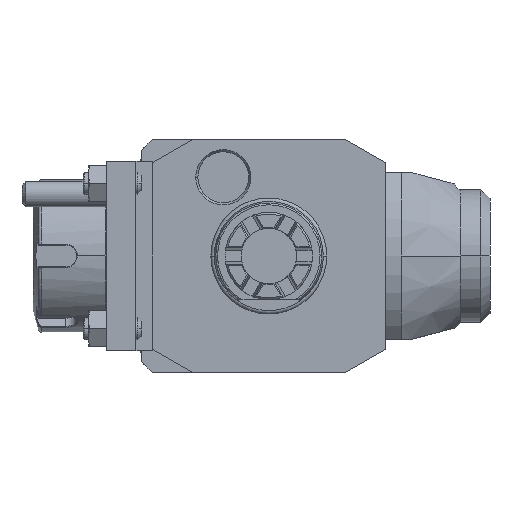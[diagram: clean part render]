
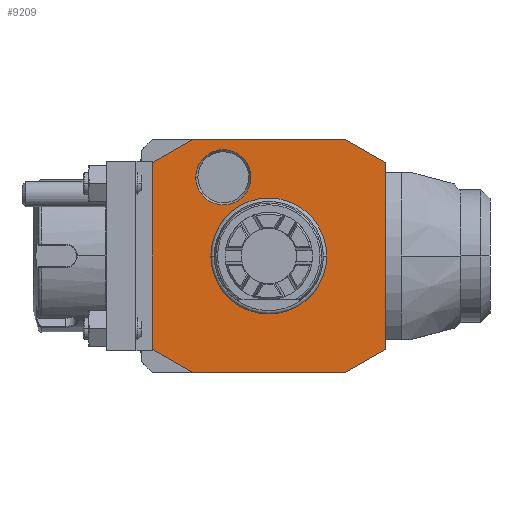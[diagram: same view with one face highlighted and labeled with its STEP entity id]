
A CAD part, front view. The second image highlights one B-rep face of the part: STEP entity #9209.
In plain terms, the highlighted planar face has unit normal (0, -1, 0).
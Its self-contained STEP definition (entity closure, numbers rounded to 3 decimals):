
#1=DIRECTION('',(0.866,0.,0.5));
#2=VECTOR('',#1,12.702);
#3=CARTESIAN_POINT('',(21.,0.,-32.));
#4=LINE('',#3,#2);
#5=DIRECTION('',(1.,0.,0.));
#6=VECTOR('',#5,42.);
#7=CARTESIAN_POINT('',(-21.,0.,-32.));
#8=LINE('',#7,#6);
#9=DIRECTION('',(0.866,0.,-0.5));
#10=VECTOR('',#9,12.702);
#11=CARTESIAN_POINT('',(-32.,0.,-25.649));
#12=LINE('',#11,#10);
#13=DIRECTION('',(0.,0.,-1.));
#14=VECTOR('',#13,51.298);
#15=CARTESIAN_POINT('',(-32.,0.,25.649));
#16=LINE('',#15,#14);
#17=DIRECTION('',(-0.866,0.,-0.5));
#18=VECTOR('',#17,12.702);
#19=CARTESIAN_POINT('',(-21.,0.,32.));
#20=LINE('',#19,#18);
#21=DIRECTION('',(-1.,0.,0.));
#22=VECTOR('',#21,42.);
#23=CARTESIAN_POINT('',(21.,0.,32.));
#24=LINE('',#23,#22);
#25=DIRECTION('',(-0.866,0.,0.5));
#26=VECTOR('',#25,12.702);
#27=CARTESIAN_POINT('',(32.,0.,25.649));
#28=LINE('',#27,#26);
#29=DIRECTION('',(0.,0.,1.));
#30=VECTOR('',#29,51.298);
#31=CARTESIAN_POINT('',(32.,0.,-25.649));
#32=LINE('',#31,#30);
#33=CARTESIAN_POINT('',(-12.5,0.,21.651));
#34=DIRECTION('',(0.,1.,0.));
#35=DIRECTION('',(1.,0.,0.));
#36=AXIS2_PLACEMENT_3D('',#33,#34,#35);
#38=CARTESIAN_POINT('',(-12.5,0.,21.651));
#39=DIRECTION('',(0.,1.,0.));
#40=DIRECTION('',(-1.,0.,0.));
#41=AXIS2_PLACEMENT_3D('',#38,#39,#40);
#6356=CARTESIAN_POINT('',(0.,0.,0.));
#6357=DIRECTION('',(0.,-1.,0.));
#6358=DIRECTION('',(1.,0.,0.));
#6359=AXIS2_PLACEMENT_3D('',#6356,#6357,#6358);
#6361=CARTESIAN_POINT('',(0.,0.,0.));
#6362=DIRECTION('',(0.,-1.,0.));
#6363=DIRECTION('',(-1.,0.,0.));
#6364=AXIS2_PLACEMENT_3D('',#6361,#6362,#6363);
#8131=CARTESIAN_POINT('',(-4.923,0.,
21.651));
#8132=CARTESIAN_POINT('',(-20.077,0.,
21.651));
#8133=VERTEX_POINT('',#8131);
#8134=VERTEX_POINT('',#8132);
#8932=CARTESIAN_POINT('',(21.,0.,-32.));
#8933=CARTESIAN_POINT('',(32.,0.,-25.649));
#8934=VERTEX_POINT('',#8932);
#8935=VERTEX_POINT('',#8933);
#8936=CARTESIAN_POINT('',(32.,0.,25.649));
#8937=VERTEX_POINT('',#8936);
#8938=CARTESIAN_POINT('',(21.,0.,32.));
#8939=VERTEX_POINT('',#8938);
#8940=CARTESIAN_POINT('',(-21.,0.,32.));
#8941=VERTEX_POINT('',#8940);
#8942=CARTESIAN_POINT('',(-32.,0.,25.649));
#8943=VERTEX_POINT('',#8942);
#8944=CARTESIAN_POINT('',(-32.,0.,-25.649));
#8945=VERTEX_POINT('',#8944);
#8946=CARTESIAN_POINT('',(-21.,0.,-32.));
#8947=VERTEX_POINT('',#8946);
#9040=CARTESIAN_POINT('',(15.783,0.,0.));
#9041=CARTESIAN_POINT('',(-15.783,0.,0.));
#9042=VERTEX_POINT('',#9040);
#9043=VERTEX_POINT('',#9041);
#9174=CARTESIAN_POINT('',(0.,0.,0.));
#9175=DIRECTION('',(0.,-1.,0.));
#9176=DIRECTION('',(-1.,0.,0.));
#9177=AXIS2_PLACEMENT_3D('',#9174,#9175,#9176);
#9178=PLANE('',#9177);
#9180=ORIENTED_EDGE('',*,*,#9179,.F.);
#9182=ORIENTED_EDGE('',*,*,#9181,.F.);
#9184=ORIENTED_EDGE('',*,*,#9183,.F.);
#9186=ORIENTED_EDGE('',*,*,#9185,.F.);
#9188=ORIENTED_EDGE('',*,*,#9187,.F.);
#9190=ORIENTED_EDGE('',*,*,#9189,.F.);
#9192=ORIENTED_EDGE('',*,*,#9191,.F.);
#9194=ORIENTED_EDGE('',*,*,#9193,.F.);
#9195=EDGE_LOOP('',(#9180,#9182,#9184,#9186,#9188,#9190,#9192,#9194));
#9196=FACE_OUTER_BOUND('',#9195,.F.);
#9198=ORIENTED_EDGE('',*,*,#9197,.T.);
#9200=ORIENTED_EDGE('',*,*,#9199,.T.);
#9201=EDGE_LOOP('',(#9198,#9200));
#9202=FACE_BOUND('',#9201,.F.);
#9204=ORIENTED_EDGE('',*,*,#9203,.F.);
#9206=ORIENTED_EDGE('',*,*,#9205,.F.);
#9207=EDGE_LOOP('',(#9204,#9206));
#9208=FACE_BOUND('',#9207,.F.);
#37=CIRCLE('',#36,7.577);
#42=CIRCLE('',#41,7.577);
#6360=CIRCLE('',#6359,15.783);
#6365=CIRCLE('',#6364,15.783);
#9179=EDGE_CURVE('',#8934,#8935,#4,.T.);
#9181=EDGE_CURVE('',#8947,#8934,#8,.T.);
#9183=EDGE_CURVE('',#8945,#8947,#12,.T.);
#9185=EDGE_CURVE('',#8943,#8945,#16,.T.);
#9187=EDGE_CURVE('',#8941,#8943,#20,.T.);
#9189=EDGE_CURVE('',#8939,#8941,#24,.T.);
#9191=EDGE_CURVE('',#8937,#8939,#28,.T.);
#9193=EDGE_CURVE('',#8935,#8937,#32,.T.);
#9197=EDGE_CURVE('',#9042,#9043,#6360,.T.);
#9199=EDGE_CURVE('',#9043,#9042,#6365,.T.);
#9203=EDGE_CURVE('',#8133,#8134,#37,.T.);
#9205=EDGE_CURVE('',#8134,#8133,#42,.T.);
#9209=ADVANCED_FACE('',(#9196,#9202,#9208),#9178,.T.);
